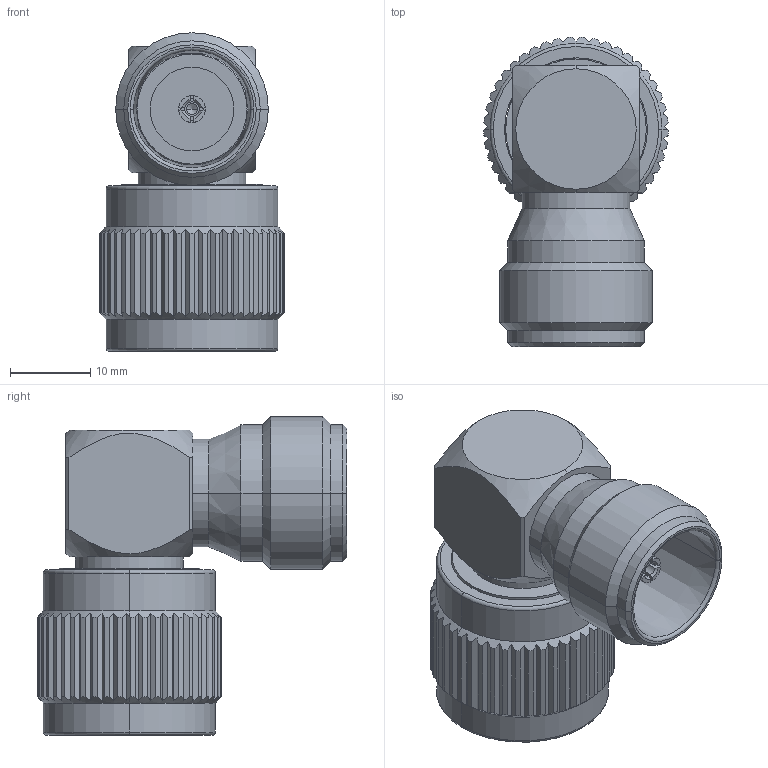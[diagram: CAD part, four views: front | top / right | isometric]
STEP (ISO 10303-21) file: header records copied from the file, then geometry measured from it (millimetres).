
FILE_DESCRIPTION (( 'STEP AP203' ), '1' );
FILE_NAME ('R176.770.000.STEP', '2012-10-04T09:18:38', ( 'user' ), ( '' ), 'SwSTEP 2.0', 'SolidWorks 2011', '' );
FILE_SCHEMA (( 'CONFIG_CONTROL_DESIGN' ));
Length unit declared in the file: millimetre
Products named in the file (1): R176.770.000
Bounding box: 23 x 38.59 x 39.66 mm (x, y, z)
Volume: 11566.2 mm3; surface area: 8776.1 mm2
Topology: 1 solids, 1 shells, 357 faces, 967 edges, 626 vertices
Faces by surface type: plane 156, cylinder 104, cone 77, torus 20
Entity records: 11801 total; most frequent: CARTESIAN_POINT 3045, ORIENTED_EDGE 1930, DIRECTION 1714, EDGE_CURVE 965, AXIS2_PLACEMENT_3D 703, VERTEX_POINT 626, EDGE_LOOP 375, ADVANCED_FACE 357
